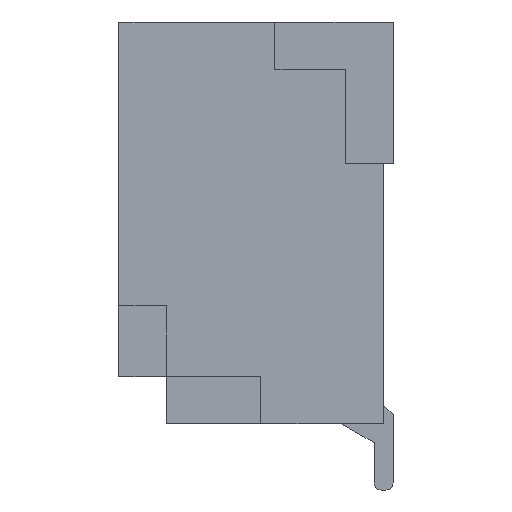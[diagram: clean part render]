
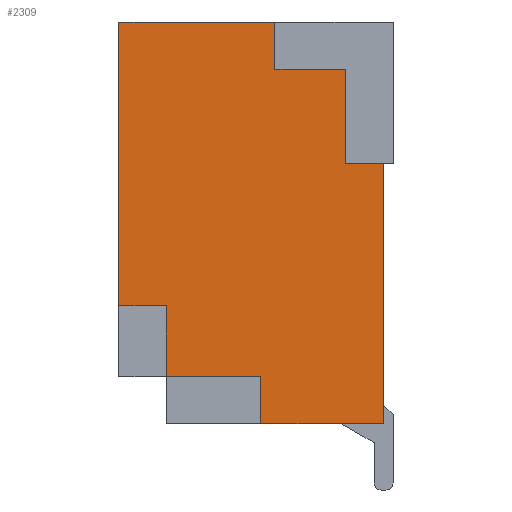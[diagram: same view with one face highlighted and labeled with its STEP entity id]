
A CAD part, left-side view. The second image highlights one B-rep face of the part: STEP entity #2309.
In plain terms, the highlighted planar face has unit normal (-1, 0, 0).
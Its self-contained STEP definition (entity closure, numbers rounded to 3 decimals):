
#32 = VECTOR ( 'NONE', #9440, 1000. ) ;
#46 = DIRECTION ( 'NONE',  ( 0., -1., 0. ) ) ;
#121 = VECTOR ( 'NONE', #8683, 1000. ) ;
#190 = CARTESIAN_POINT ( 'NONE',  ( -3.5, 2.9, 1.25 ) ) ;
#325 = LINE ( 'NONE', #10167, #121 ) ;
#865 = VERTEX_POINT ( 'NONE', #1384 ) ;
#901 = LINE ( 'NONE', #5034, #1925 ) ;
#909 = CARTESIAN_POINT ( 'NONE',  ( -3.5, 2.4, 0.5 ) ) ;
#976 = ORIENTED_EDGE ( 'NONE', *, *, #10053, .T. ) ;
#987 = ORIENTED_EDGE ( 'NONE', *, *, #6202, .T. ) ;
#1050 = CARTESIAN_POINT ( 'NONE',  ( -3.5, 0.1, 2.75 ) ) ;
#1067 = ORIENTED_EDGE ( 'NONE', *, *, #9384, .T. ) ;
#1121 = VERTEX_POINT ( 'NONE', #8289 ) ;
#1257 = VECTOR ( 'NONE', #2827, 1000. ) ;
#1292 = VERTEX_POINT ( 'NONE', #909 ) ;
#1295 = VERTEX_POINT ( 'NONE', #8377 ) ;
#1384 = CARTESIAN_POINT ( 'NONE',  ( -3.5, 0.5, 2.75 ) ) ;
#1431 = DIRECTION ( 'NONE',  ( 0., 1., 0. ) ) ;
#1635 = LINE ( 'NONE', #7442, #8151 ) ;
#1756 = EDGE_CURVE ( 'NONE', #4554, #9771, #325, .T. ) ;
#1786 = LINE ( 'NONE', #9057, #10079 ) ;
#1925 = VECTOR ( 'NONE', #7624, 1000. ) ;
#2025 = CARTESIAN_POINT ( 'NONE',  ( -3.5, 1.4, 0.5 ) ) ;
#2032 = CARTESIAN_POINT ( 'NONE',  ( -3.5, 2.4, 1.25 ) ) ;
#2068 = DIRECTION ( 'NONE',  ( 0., -1., 0. ) ) ;
#2252 = VECTOR ( 'NONE', #9977, 1000. ) ;
#2290 = ORIENTED_EDGE ( 'NONE', *, *, #7226, .F. ) ;
#2309 = ADVANCED_FACE ( 'NONE', ( #5969 ), #9247, .T. ) ;
#2464 = EDGE_CURVE ( 'NONE', #1295, #3428, #8196, .T. ) ;
#2498 = EDGE_CURVE ( 'NONE', #865, #6338, #7290, .T. ) ;
#2584 = DIRECTION ( 'NONE',  ( 0., 0., -1. ) ) ;
#2684 = ORIENTED_EDGE ( 'NONE', *, *, #8855, .T. ) ;
#2827 = DIRECTION ( 'NONE',  ( 0., 0., -1. ) ) ;
#2992 = LINE ( 'NONE', #7887, #6600 ) ;
#3107 = EDGE_CURVE ( 'NONE', #3867, #3428, #1786, .T. ) ;
#3428 = VERTEX_POINT ( 'NONE', #5424 ) ;
#3587 = VECTOR ( 'NONE', #8945, 1000. ) ;
#3702 = CARTESIAN_POINT ( 'NONE',  ( -3.5, 0.5, 2.75 ) ) ;
#3822 = VECTOR ( 'NONE', #1431, 1000. ) ;
#3867 = VERTEX_POINT ( 'NONE', #2025 ) ;
#4032 = EDGE_CURVE ( 'NONE', #4164, #1292, #9926, .T. ) ;
#4164 = VERTEX_POINT ( 'NONE', #2032 ) ;
#4469 = VERTEX_POINT ( 'NONE', #5045 ) ;
#4554 = VERTEX_POINT ( 'NONE', #5147 ) ;
#4579 = CARTESIAN_POINT ( 'NONE',  ( -3.5, 2.9, 4.25 ) ) ;
#5034 = CARTESIAN_POINT ( 'NONE',  ( -3.5, 1.25, 4.25 ) ) ;
#5045 = CARTESIAN_POINT ( 'NONE',  ( -3.5, 1.25, 3.75 ) ) ;
#5147 = CARTESIAN_POINT ( 'NONE',  ( -3.5, 2.9, 1.25 ) ) ;
#5259 = LINE ( 'NONE', #3702, #32 ) ;
#5416 = ORIENTED_EDGE ( 'NONE', *, *, #4032, .T. ) ;
#5424 = CARTESIAN_POINT ( 'NONE',  ( -3.5, 1.4, 0. ) ) ;
#5665 = DIRECTION ( 'NONE',  ( 0., 1., 0. ) ) ;
#5969 = FACE_OUTER_BOUND ( 'NONE', #8661, .T. ) ;
#6163 = AXIS2_PLACEMENT_3D ( 'NONE', #4579, #10209, #9458 ) ;
#6202 = EDGE_CURVE ( 'NONE', #4554, #4164, #10533, .T. ) ;
#6338 = VERTEX_POINT ( 'NONE', #9431 ) ;
#6423 = CARTESIAN_POINT ( 'NONE',  ( -3.5, 0., 0. ) ) ;
#6424 = DIRECTION ( 'NONE',  ( 0., -1., 0. ) ) ;
#6600 = VECTOR ( 'NONE', #2068, 1000. ) ;
#6662 = CARTESIAN_POINT ( 'NONE',  ( -3.5, 2.9, 4.25 ) ) ;
#6738 = VERTEX_POINT ( 'NONE', #8851 ) ;
#6998 = ORIENTED_EDGE ( 'NONE', *, *, #9468, .T. ) ;
#7226 = EDGE_CURVE ( 'NONE', #9771, #1121, #1635, .T. ) ;
#7290 = LINE ( 'NONE', #8239, #3587 ) ;
#7442 = CARTESIAN_POINT ( 'NONE',  ( -3.5, 0., 4.25 ) ) ;
#7564 = LINE ( 'NONE', #1050, #1257 ) ;
#7624 = DIRECTION ( 'NONE',  ( 0., 0., 1. ) ) ;
#7726 = VECTOR ( 'NONE', #5665, 1000. ) ;
#7887 = CARTESIAN_POINT ( 'NONE',  ( -3.5, 2.4, 0.5 ) ) ;
#7944 = ORIENTED_EDGE ( 'NONE', *, *, #3107, .T. ) ;
#8151 = VECTOR ( 'NONE', #46, 1000. ) ;
#8196 = LINE ( 'NONE', #6423, #7726 ) ;
#8239 = CARTESIAN_POINT ( 'NONE',  ( -3.5, 0.5, 3.75 ) ) ;
#8289 = CARTESIAN_POINT ( 'NONE',  ( -3.5, 1.25, 4.25 ) ) ;
#8377 = CARTESIAN_POINT ( 'NONE',  ( -3.5, 0.1, 0. ) ) ;
#8661 = EDGE_LOOP ( 'NONE', ( #8814, #8979, #6998, #9893, #1067, #2684, #2290, #9227, #987, #5416, #976, #7944 ) ) ;
#8683 = DIRECTION ( 'NONE',  ( 0., 0., 1. ) ) ;
#8762 = VECTOR ( 'NONE', #6424, 1000. ) ;
#8788 = CARTESIAN_POINT ( 'NONE',  ( -3.5, 1.25, 3.75 ) ) ;
#8814 = ORIENTED_EDGE ( 'NONE', *, *, #2464, .F. ) ;
#8851 = CARTESIAN_POINT ( 'NONE',  ( -3.5, 0.1, 2.75 ) ) ;
#8855 = EDGE_CURVE ( 'NONE', #4469, #1121, #901, .T. ) ;
#8945 = DIRECTION ( 'NONE',  ( 0., 0., 1. ) ) ;
#8979 = ORIENTED_EDGE ( 'NONE', *, *, #9993, .F. ) ;
#9057 = CARTESIAN_POINT ( 'NONE',  ( -3.5, 1.4, 0.5 ) ) ;
#9227 = ORIENTED_EDGE ( 'NONE', *, *, #1756, .F. ) ;
#9247 = PLANE ( 'NONE',  #6163 ) ;
#9356 = LINE ( 'NONE', #8788, #3822 ) ;
#9384 = EDGE_CURVE ( 'NONE', #6338, #4469, #9356, .T. ) ;
#9431 = CARTESIAN_POINT ( 'NONE',  ( -3.5, 0.5, 3.75 ) ) ;
#9440 = DIRECTION ( 'NONE',  ( 0., 1., 0. ) ) ;
#9458 = DIRECTION ( 'NONE',  ( 0., 0., 1. ) ) ;
#9468 = EDGE_CURVE ( 'NONE', #6738, #865, #5259, .T. ) ;
#9771 = VERTEX_POINT ( 'NONE', #6662 ) ;
#9893 = ORIENTED_EDGE ( 'NONE', *, *, #2498, .T. ) ;
#9926 = LINE ( 'NONE', #10484, #2252 ) ;
#9977 = DIRECTION ( 'NONE',  ( 0., 0., -1. ) ) ;
#9993 = EDGE_CURVE ( 'NONE', #6738, #1295, #7564, .T. ) ;
#10053 = EDGE_CURVE ( 'NONE', #1292, #3867, #2992, .T. ) ;
#10079 = VECTOR ( 'NONE', #2584, 1000. ) ;
#10167 = CARTESIAN_POINT ( 'NONE',  ( -3.5, 2.9, 4.25 ) ) ;
#10209 = DIRECTION ( 'NONE',  ( -1., 0., 0. ) ) ;
#10484 = CARTESIAN_POINT ( 'NONE',  ( -3.5, 2.4, 1.25 ) ) ;
#10533 = LINE ( 'NONE', #190, #8762 ) ;
